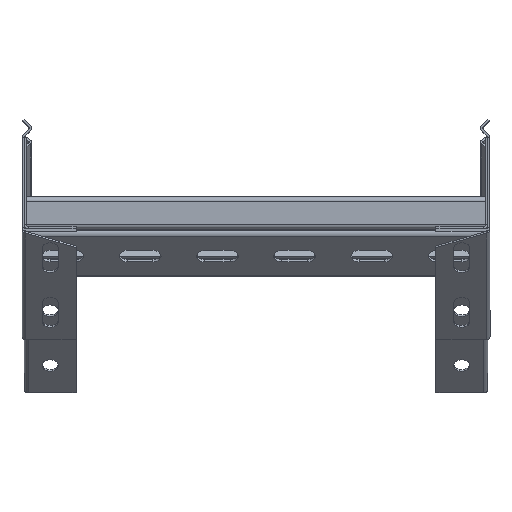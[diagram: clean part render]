
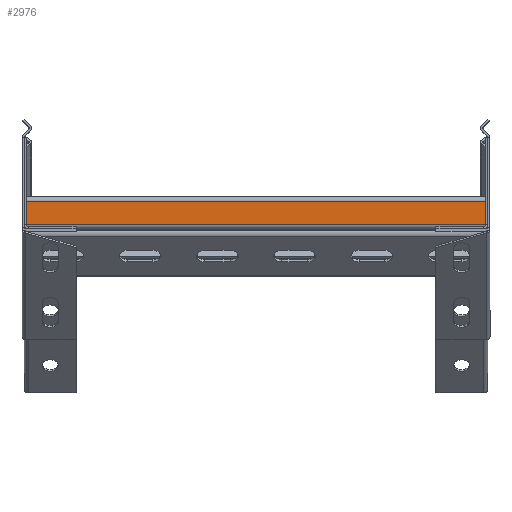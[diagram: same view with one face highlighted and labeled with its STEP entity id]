
A CAD part, top view. The second image highlights one B-rep face of the part: STEP entity #2976.
In plain terms, the highlighted face is planar.
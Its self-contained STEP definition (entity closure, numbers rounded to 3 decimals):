
#514 = DIRECTION ( 'NONE',  ( 0., 0., -1. ) ) ;
#755 = LINE ( 'NONE', #3040, #5246 ) ;
#810 = PLANE ( 'NONE',  #1185 ) ;
#858 = FACE_OUTER_BOUND ( 'NONE', #3611, .T. ) ;
#1055 = VECTOR ( 'NONE', #514, 1000. ) ;
#1185 = AXIS2_PLACEMENT_3D ( 'NONE', #3168, #1900, #4851 ) ;
#1390 = DIRECTION ( 'NONE',  ( 0., 1., 0. ) ) ;
#1395 = VECTOR ( 'NONE', #1390, 1000. ) ;
#1487 = EDGE_CURVE ( 'NONE', #3854, #4109, #2322, .T. ) ;
#1839 = ORIENTED_EDGE ( 'NONE', *, *, #1487, .T. ) ;
#1900 = DIRECTION ( 'NONE',  ( -1., 0., 0. ) ) ;
#2322 = LINE ( 'NONE', #2835, #1055 ) ;
#2528 = VERTEX_POINT ( 'NONE', #3638 ) ;
#2550 = EDGE_CURVE ( 'NONE', #2528, #3854, #3067, .T. ) ;
#2835 = CARTESIAN_POINT ( 'NONE',  ( -20.5, 18., 300. ) ) ;
#2881 = CARTESIAN_POINT ( 'NONE',  ( -20.5, 18., 0. ) ) ;
#2888 = VERTEX_POINT ( 'NONE', #4274 ) ;
#2921 = EDGE_CURVE ( 'NONE', #2528, #2888, #755, .T. ) ;
#2976 = ADVANCED_FACE ( 'NONE', ( #858 ), #810, .T. ) ;
#3040 = CARTESIAN_POINT ( 'NONE',  ( -20.5, 3., 300. ) ) ;
#3067 = LINE ( 'NONE', #5358, #1395 ) ;
#3077 = DIRECTION ( 'NONE',  ( 0., 0., -1. ) ) ;
#3168 = CARTESIAN_POINT ( 'NONE',  ( -20.5, 0., 300. ) ) ;
#3176 = VECTOR ( 'NONE', #6437, 1000. ) ;
#3611 = EDGE_LOOP ( 'NONE', ( #5908, #4314, #4388, #1839 ) ) ;
#3638 = CARTESIAN_POINT ( 'NONE',  ( -20.5, 3., 300. ) ) ;
#3854 = VERTEX_POINT ( 'NONE', #4687 ) ;
#4109 = VERTEX_POINT ( 'NONE', #2881 ) ;
#4136 = CARTESIAN_POINT ( 'NONE',  ( -20.5, 0., 0. ) ) ;
#4274 = CARTESIAN_POINT ( 'NONE',  ( -20.5, 3., 0. ) ) ;
#4314 = ORIENTED_EDGE ( 'NONE', *, *, #2921, .F. ) ;
#4388 = ORIENTED_EDGE ( 'NONE', *, *, #2550, .T. ) ;
#4687 = CARTESIAN_POINT ( 'NONE',  ( -20.5, 18., 300. ) ) ;
#4700 = LINE ( 'NONE', #4136, #3176 ) ;
#4851 = DIRECTION ( 'NONE',  ( 0., -1., 0. ) ) ;
#5219 = EDGE_CURVE ( 'NONE', #2888, #4109, #4700, .T. ) ;
#5246 = VECTOR ( 'NONE', #3077, 1000. ) ;
#5358 = CARTESIAN_POINT ( 'NONE',  ( -20.5, 0., 300. ) ) ;
#5908 = ORIENTED_EDGE ( 'NONE', *, *, #5219, .F. ) ;
#6437 = DIRECTION ( 'NONE',  ( 0., 1., 0. ) ) ;
